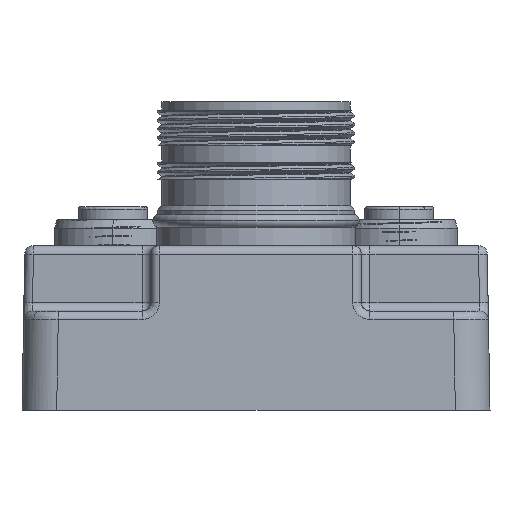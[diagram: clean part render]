
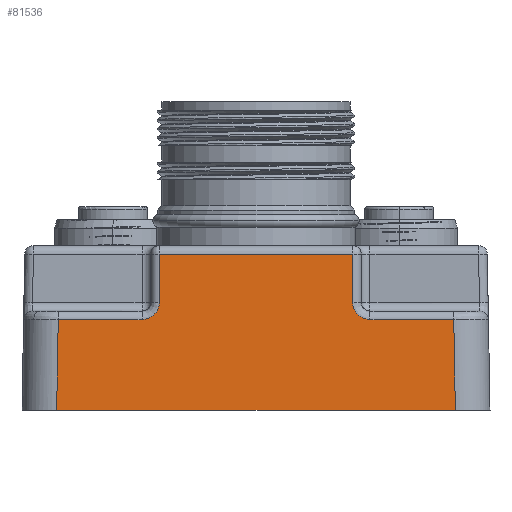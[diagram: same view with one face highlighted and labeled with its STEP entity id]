
A CAD part, left-side view. The second image highlights one B-rep face of the part: STEP entity #81536.
In plain terms, the highlighted planar face has unit normal (-1, 0, 0.018).
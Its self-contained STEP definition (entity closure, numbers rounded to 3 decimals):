
#4999=DIRECTION('',(0.,-1.,0.));
#5000=VECTOR('',#4999,9.668);
#5001=CARTESIAN_POINT('',(0.183,22.818,10.467));
#5002=LINE('',#5001,#5000);
#18612=CARTESIAN_POINT('',(0.,23.001,0.));
#21166=CARTESIAN_POINT('',(0.183,22.818,
10.467));
#22121=DIRECTION('',(0.,-1.,0.));
#22122=VECTOR('',#22121,22.3);
#22123=CARTESIAN_POINT('',(0.314,11.15,18.017));
#22124=LINE('',#22123,#22122);
#26946=DIRECTION('',(0.017,0.017,1.));
#26947=VECTOR('',#26946,10.471);
#26948=CARTESIAN_POINT('',(0.,-23.001,
0.));
#26949=LINE('',#26948,#26947);
#26950=DIRECTION('',(0.,-1.,0.));
#26951=VECTOR('',#26950,46.001);
#26952=CARTESIAN_POINT('',(0.,23.001,0.));
#26953=LINE('',#26952,#26951);
#26954=DIRECTION('',(-0.017,0.017,-1.));
#26955=VECTOR('',#26954,10.471);
#26956=CARTESIAN_POINT('',(0.183,22.818,
10.467));
#26957=LINE('',#26956,#26955);
#26958=CARTESIAN_POINT('',(0.218,11.15,
12.467));
#26959=CARTESIAN_POINT('',(0.213,11.15,
12.206));
#26960=CARTESIAN_POINT('',(0.204,11.254,
11.682));
#26961=CARTESIAN_POINT('',(0.192,11.699,
11.016));
#26962=CARTESIAN_POINT('',(0.185,12.365,
10.571));
#26963=CARTESIAN_POINT('',(0.183,12.888,
10.467));
#26964=CARTESIAN_POINT('',(0.183,13.15,10.467));
#26966=CARTESIAN_POINT('',(0.183,-13.15,10.467));
#26967=CARTESIAN_POINT('',(0.183,-12.888,
10.467));
#26968=CARTESIAN_POINT('',(0.185,-12.365,
10.571));
#26969=CARTESIAN_POINT('',(0.192,-11.699,
11.016));
#26970=CARTESIAN_POINT('',(0.204,-11.254,
11.682));
#26971=CARTESIAN_POINT('',(0.213,-11.15,
12.206));
#26972=CARTESIAN_POINT('',(0.218,-11.15,
12.467));
#27875=DIRECTION('',(0.017,0.,1.));
#27876=VECTOR('',#27875,5.551);
#27877=CARTESIAN_POINT('',(0.218,11.15,
12.467));
#27878=LINE('',#27877,#27876);
#30776=DIRECTION('',(0.,-1.,0.));
#30777=VECTOR('',#30776,9.668);
#30778=CARTESIAN_POINT('',(0.183,-13.15,10.467));
#30779=LINE('',#30778,#30777);
#34455=DIRECTION('',(-0.017,0.,
-1.));
#34456=VECTOR('',#34455,5.551);
#34457=CARTESIAN_POINT('',(0.314,-11.15,18.017));
#34458=LINE('',#34457,#34456);
#43903=CARTESIAN_POINT('',(0.,-23.001,
0.));
#43904=CARTESIAN_POINT('',(0.183,-22.818,
10.467));
#43905=VERTEX_POINT('',#43903);
#43906=VERTEX_POINT('',#43904);
#44231=CARTESIAN_POINT('',(0.314,-11.15,18.017));
#44232=VERTEX_POINT('',#44231);
#45128=VERTEX_POINT('',#21166);
#45606=CARTESIAN_POINT('',(0.183,-13.15,10.467));
#45607=VERTEX_POINT('',#45606);
#45999=CARTESIAN_POINT('',(0.218,-11.15,
12.467));
#46000=VERTEX_POINT('',#45999);
#46093=CARTESIAN_POINT('',(0.183,13.15,10.467));
#46094=VERTEX_POINT('',#46093);
#46131=VERTEX_POINT('',#18612);
#47554=CARTESIAN_POINT('',(0.218,11.15,12.467));
#47555=VERTEX_POINT('',#47554);
#47859=CARTESIAN_POINT('',(0.314,11.15,18.017));
#47860=VERTEX_POINT('',#47859);
#81515=CARTESIAN_POINT('',(0.,0.,0.));
#81516=DIRECTION('',(1.,0.,-0.017));
#81517=DIRECTION('',(0.,-1.,0.));
#81518=AXIS2_PLACEMENT_3D('',#81515,#81516,#81517);
#81519=PLANE('',#81518);
#81520=ORIENTED_EDGE('',*,*,#54251,.F.);
#81521=ORIENTED_EDGE('',*,*,#73907,.F.);
#81522=ORIENTED_EDGE('',*,*,#76920,.F.);
#81523=ORIENTED_EDGE('',*,*,#56688,.T.);
#81524=ORIENTED_EDGE('',*,*,#72791,.F.);
#81526=ORIENTED_EDGE('',*,*,#81525,.T.);
#81527=ORIENTED_EDGE('',*,*,#77829,.T.);
#81529=ORIENTED_EDGE('',*,*,#81528,.T.);
#81531=ORIENTED_EDGE('',*,*,#81530,.F.);
#81533=ORIENTED_EDGE('',*,*,#81532,.T.);
#81534=EDGE_LOOP('',(#81520,#81521,#81522,#81523,#81524,#81526,#81527,#81529,
#81531,#81533));
#81535=FACE_OUTER_BOUND('',#81534,.F.);
#81536=ADVANCED_FACE('',(#81535),#81519,.F.);
#26965=B_SPLINE_CURVE_WITH_KNOTS('',3,(#26958,#26959,#26960,#26961,#26962,
#26963,#26964),.UNSPECIFIED.,.F.,.F.,(4,1,1,1,4),(0.,0.25,0.5,0.75,
1.),.UNSPECIFIED.);
#26973=B_SPLINE_CURVE_WITH_KNOTS('',3,(#26966,#26967,#26968,#26969,#26970,
#26971,#26972),.UNSPECIFIED.,.F.,.F.,(4,1,1,1,4),(0.,0.25,0.5,0.75,
1.),.UNSPECIFIED.);
#54251=EDGE_CURVE('',#43905,#43906,#26949,.T.);
#56688=EDGE_CURVE('',#45128,#46094,#5002,.T.);
#72791=EDGE_CURVE('',#47555,#46094,#26965,.T.);
#73907=EDGE_CURVE('',#46131,#43905,#26953,.T.);
#76920=EDGE_CURVE('',#45128,#46131,#26957,.T.);
#77829=EDGE_CURVE('',#47860,#44232,#22124,.T.);
#81525=EDGE_CURVE('',#47555,#47860,#27878,.T.);
#81528=EDGE_CURVE('',#44232,#46000,#34458,.T.);
#81530=EDGE_CURVE('',#45607,#46000,#26973,.T.);
#81532=EDGE_CURVE('',#45607,#43906,#30779,.T.);
